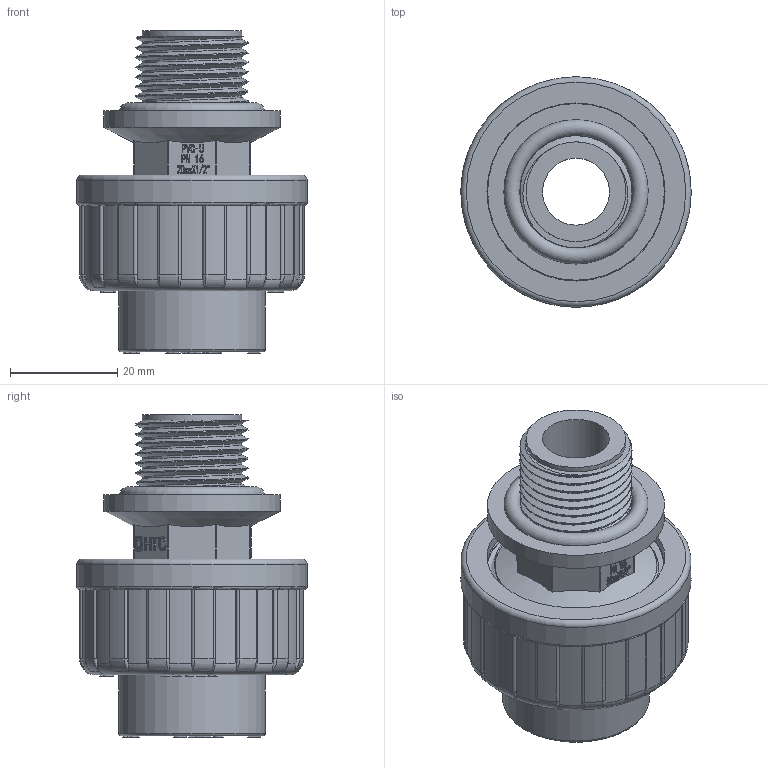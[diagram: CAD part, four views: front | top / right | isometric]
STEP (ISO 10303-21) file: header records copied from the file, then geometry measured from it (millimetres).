
FILE_DESCRIPTION(/* description */ (''),/* implementation_level */ '2;1');
FILE_NAME(/* name */ '20x1÷2.stp',/* time_stamp */ '2026-01-08T15:03:01+08:00',/* author */ (''),/* organization */ (''),/* preprocessor_version */ 'ST-DEVELOPER v16.7',/* originating_system */ 'SIEMENS PLM Software NX 12.0',/* authorisation */ '');
FILE_SCHEMA (('AUTOMOTIVE_DESIGN { 1 0 10303 214 3 1 1 1 }'));
Products named in the file (1): Admi0E605FEAis2e
Bounding box: 43 x 43 x 60.26 mm (x, y, z)
Volume: 34421.7 mm3; surface area: 21789.3 mm2
Topology: 5 solids, 5 shells, 1509 faces, 4179 edges, 2763 vertices
Faces by surface type: plane 1144, extrusion 174, cylinder 123, bspline 37, torus 27, cone 4
Full cylindrical faces by diameter (mm): 1.226 x1, 1.243 x1, 1.379 x1, 1.635 x1, 1.657 x1, 1.879 x1, 12.5 x1, 15.1 x2, 18.631 x8, 19.8 x2, 26 x2, 27.4 x1, 27.7 x1, 30 x1, 30.291 x4, 33 x1, 33.249 x7, 43 x1
Entity records: 54500 total; most frequent: CARTESIAN_POINT 18383, ORIENTED_EDGE 8128, DIRECTION 6121, EDGE_CURVE 4064, VECTOR 3079, LINE 2905, VERTEX_POINT 2705, EDGE_LOOP 1618
